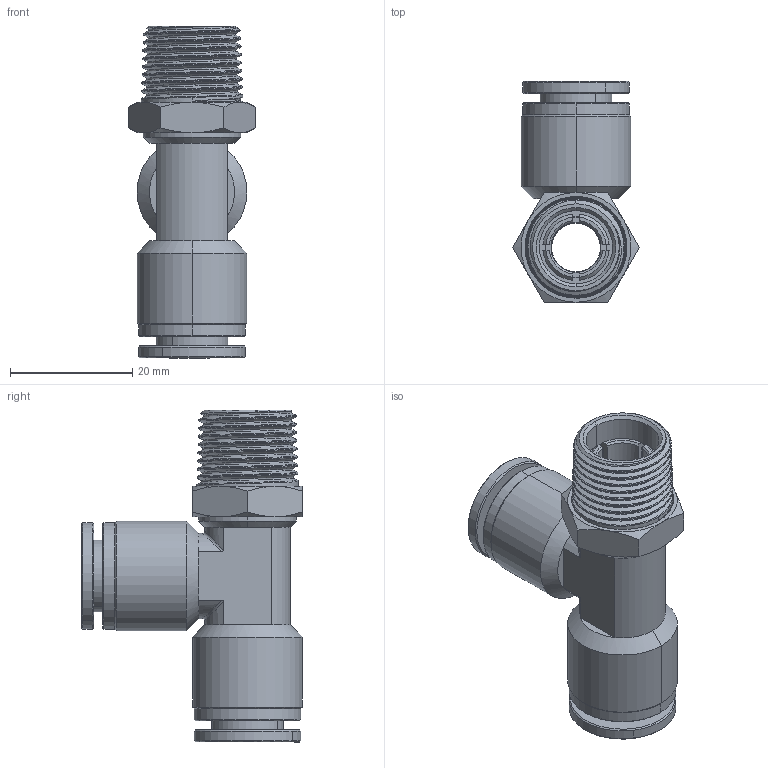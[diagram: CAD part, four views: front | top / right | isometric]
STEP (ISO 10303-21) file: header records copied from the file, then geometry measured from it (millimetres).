
FILE_DESCRIPTION (( 'STEP AP214' ), '1' );
FILE_NAME ('RTS10R3-8W.STEP', '2018-07-26T16:57:59', ( '' ), ( '' ), 'SwSTEP 2.0', 'SolidWorks 2016', '' );
FILE_SCHEMA (( 'AUTOMOTIVE_DESIGN' ));
Length unit declared in the file: millimetre
Products named in the file (1): RTS10R3-8W
Bounding box: 20.78 x 36.22 x 54.42 mm (x, y, z)
Volume: 9046 mm3; surface area: 14830.5 mm2
Topology: 12 solids, 12 shells, 981 faces, 2716 edges, 1773 vertices
Faces by surface type: plane 350, cone 305, bspline 162, cylinder 160, torus 4
Entity records: 53776 total; most frequent: CARTESIAN_POINT 20018, ORIENTED_EDGE 5432, DIRECTION 3964, EDGE_CURVE 2716, VERTEX_POINT 1773, AXIS2_PLACEMENT_3D 1592, B_SPLINE_CURVE_WITH_KNOTS 1128, EDGE_LOOP 1021
